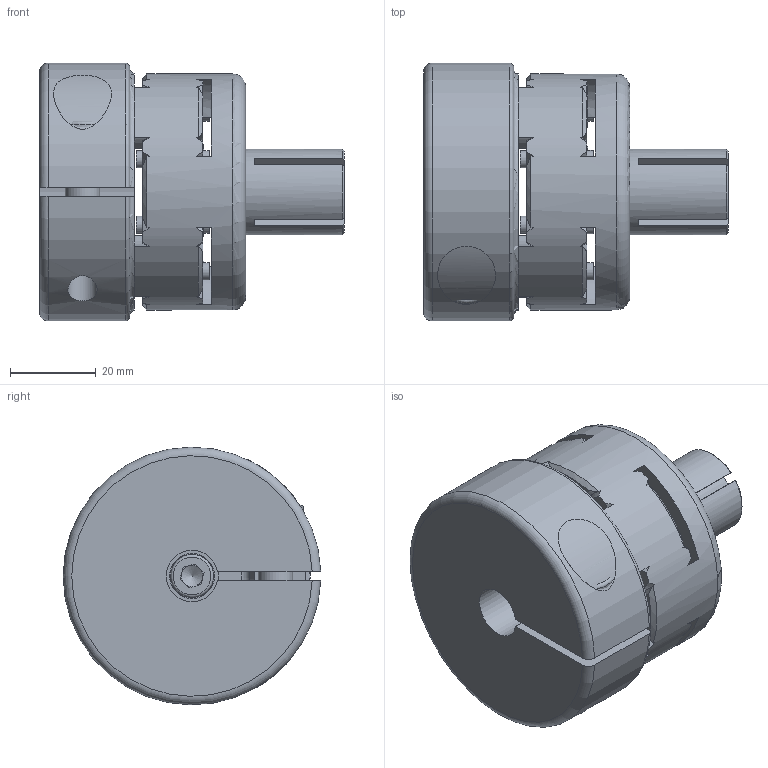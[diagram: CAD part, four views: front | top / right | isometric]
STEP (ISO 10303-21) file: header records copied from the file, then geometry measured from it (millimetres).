
FILE_DESCRIPTION(/* description */ ('Unknown'),/* implementation_level */ '2;1');
FILE_NAME(/* name */ 'EKS 50',/* time_stamp */ '2021-02-22T09:40:01+01:00',/* author */ ('Unknown'),/* organization */ ('Unknown'),/* preprocessor_version */ 'ST-DEVELOPER v16.7',/* originating_system */ 'DEX',/* authorisation */ $);
FILE_SCHEMA (('AUTOMOTIVE_DESIGN {1 0 10303 214 3 1 1}'));
Length unit declared in the file: millimetre
Products named in the file (1): EKS 50
Bounding box: 71 x 59.98 x 59.99 mm (x, y, z)
Volume: 108395.7 mm3; surface area: 31863 mm2
Topology: 1 solids, 2 shells, 422 faces, 1164 edges, 755 vertices
Faces by surface type: plane 187, cylinder 87, cone 78, bspline 62, torus 8
Full cylindrical faces by diameter (mm): 4 x8, 5 x1, 6 x1, 6.4 x1, 6.8 x1, 8 x1, 8.6 x1, 10 x2, 10.5 x1, 12.5 x1, 13 x1, 13.5 x1, 20 x1, 27 x2, 55 x1
Entity records: 14565 total; most frequent: CARTESIAN_POINT 4386, ORIENTED_EDGE 2224, DIRECTION 1897, EDGE_CURVE 1112, VERTEX_POINT 741, AXIS2_PLACEMENT_3D 698, FACE_BOUND 509, EDGE_LOOP 507
